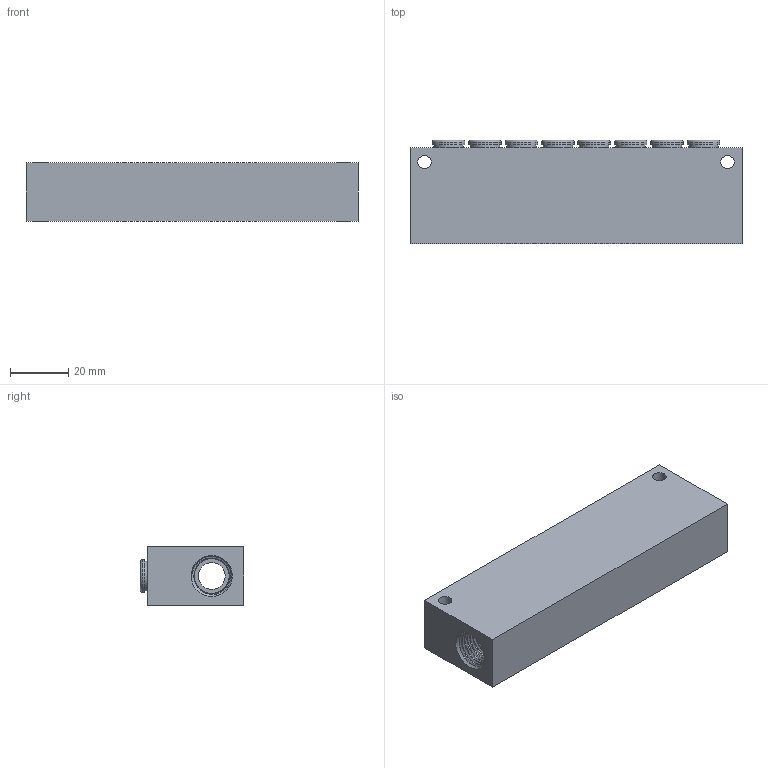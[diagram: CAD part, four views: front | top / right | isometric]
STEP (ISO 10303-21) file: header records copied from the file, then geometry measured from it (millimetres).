
FILE_DESCRIPTION(/* description */ ('STEP AP203'),/* implementation_level */ '2;1');
FILE_NAME(/* name */ '1 to 8 Manifold.step',/* time_stamp */ '2025-11-18T11:03:14-05:00',/* author */ (''),/* organization */ (''),/* preprocessor_version */ 'ST-DEVELOPER v20.1',/* originating_system */ 'Autodesk Translation Framework v14.21.0.0',/* authorisation */ '');
FILE_SCHEMA (('AUTOMOTIVE_DESIGN { 1 0 10303 214 3 1 1 }'));
Length unit declared in the file: millimetre
Products named in the file (1): 5225K222_Push-to-Connect Tube Fitting for Air
Bounding box: 114 x 35.54 x 20 mm (x, y, z)
Volume: 62891.9 mm3; surface area: 21358.5 mm2
Topology: 1 solids, 1 shells, 86 faces, 207 edges, 140 vertices
Faces by surface type: cylinder 44, plane 24, torus 8, bspline 8, cone 2
Full cylindrical faces by diameter (mm): 4.6 x2, 6 x8, 9.246 x1, 10.125 x8, 11.25 x8, 13.716 x13
Entity records: 22059 total; most frequent: CARTESIAN_POINT 20043, ORIENTED_EDGE 412, DIRECTION 352, EDGE_CURVE 206, AXIS2_PLACEMENT_3D 148, VERTEX_POINT 140, EDGE_LOOP 126, FACE_OUTER_BOUND 86
